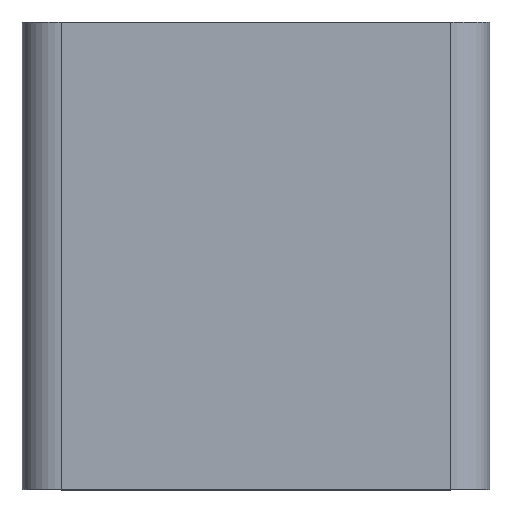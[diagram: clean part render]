
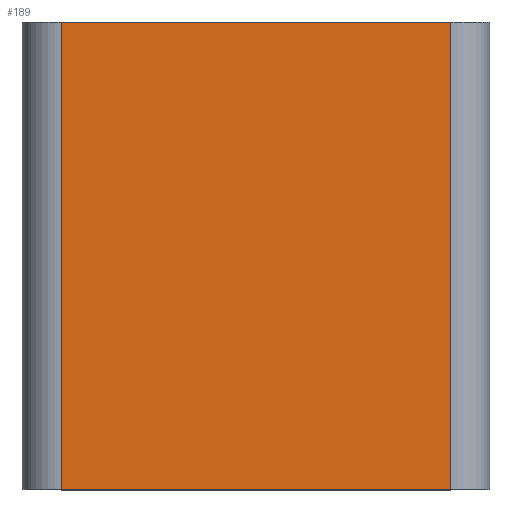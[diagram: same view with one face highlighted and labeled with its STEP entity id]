
A CAD part, top view. The second image highlights one B-rep face of the part: STEP entity #189.
In plain terms, the highlighted planar face has unit normal (0, 0, 1).
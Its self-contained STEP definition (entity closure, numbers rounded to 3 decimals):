
#189 = ADVANCED_FACE( '', ( #354 ), #355, .T. );
#354 = FACE_OUTER_BOUND( '', #510, .T. );
#355 = PLANE( '', #511 );
#510 = EDGE_LOOP( '', ( #832, #833, #834, #835 ) );
#511 = AXIS2_PLACEMENT_3D( '', #836, #837, #838 );
#832 = ORIENTED_EDGE( '', *, *, #1110, .F. );
#833 = ORIENTED_EDGE( '', *, *, #1122, .F. );
#834 = ORIENTED_EDGE( '', *, *, #1078, .T. );
#835 = ORIENTED_EDGE( '', *, *, #1051, .T. );
#836 = CARTESIAN_POINT( '', ( -2.5, -3., 5. ) );
#837 = DIRECTION( '', ( 0., 0., 1. ) );
#838 = DIRECTION( '', ( 1., 0., 0. ) );
#1051 = EDGE_CURVE( '', #1263, #1260, #1264, .T. );
#1078 = EDGE_CURVE( '', #1305, #1263, #1306, .T. );
#1110 = EDGE_CURVE( '', #1348, #1260, #1350, .T. );
#1122 = EDGE_CURVE( '', #1305, #1348, #1365, .T. );
#1260 = VERTEX_POINT( '', #1539 );
#1263 = VERTEX_POINT( '', #1542 );
#1264 = LINE( '', #1543, #1544 );
#1305 = VERTEX_POINT( '', #1598 );
#1306 = LINE( '', #1599, #1600 );
#1348 = VERTEX_POINT( '', #1655 );
#1350 = LINE( '', #1657, #1658 );
#1365 = LINE( '', #1679, #1680 );
#1539 = CARTESIAN_POINT( '', ( 2.5, 3., 5. ) );
#1542 = CARTESIAN_POINT( '', ( 2.5, -3., 5. ) );
#1543 = CARTESIAN_POINT( '', ( 2.5, -3., 5. ) );
#1544 = VECTOR( '', #1813, 1000. );
#1598 = CARTESIAN_POINT( '', ( -2.5, -3., 5. ) );
#1599 = CARTESIAN_POINT( '', ( -2.5, -3., 5. ) );
#1600 = VECTOR( '', #1851, 1000. );
#1655 = CARTESIAN_POINT( '', ( -2.5, 3., 5. ) );
#1657 = CARTESIAN_POINT( '', ( -2.5, 3., 5. ) );
#1658 = VECTOR( '', #1892, 1000. );
#1679 = CARTESIAN_POINT( '', ( -2.5, -3., 5. ) );
#1680 = VECTOR( '', #1902, 1000. );
#1813 = DIRECTION( '', ( 0., 1., 0. ) );
#1851 = DIRECTION( '', ( 1., 0., 0. ) );
#1892 = DIRECTION( '', ( 1., 0., 0. ) );
#1902 = DIRECTION( '', ( 0., 1., 0. ) );
